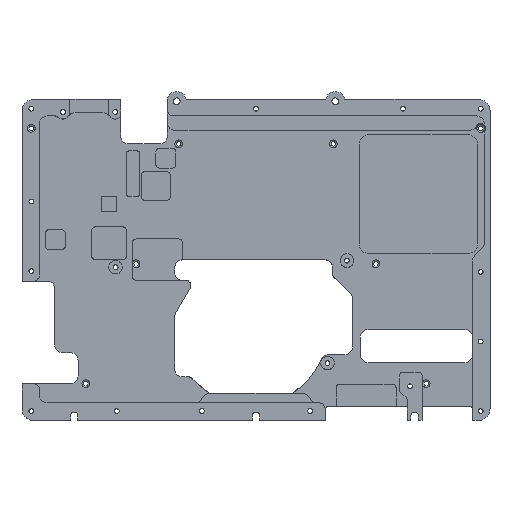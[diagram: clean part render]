
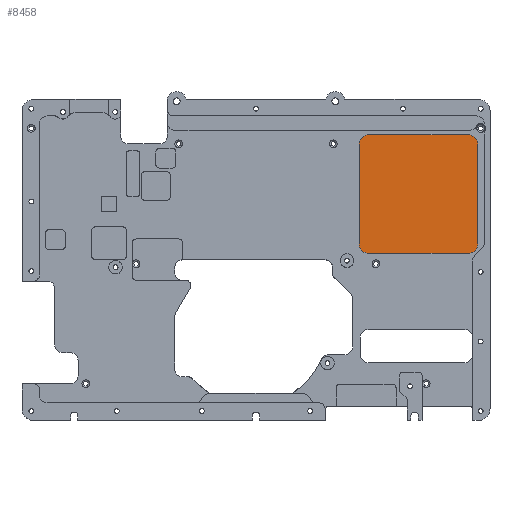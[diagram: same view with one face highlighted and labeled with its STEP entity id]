
A CAD part, top view. The second image highlights one B-rep face of the part: STEP entity #8458.
In plain terms, the highlighted planar face has unit normal (0, 0, 1).
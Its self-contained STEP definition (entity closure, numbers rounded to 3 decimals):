
#140 = CARTESIAN_POINT ( 'NONE',  ( 26.65, 73.85, 7.1 ) ) ;
#509 = CARTESIAN_POINT ( 'NONE',  ( 26.65, 73.85, 7.1 ) ) ;
#640 = CARTESIAN_POINT ( 'NONE',  ( 29.15, 73.85, 7.1 ) ) ;
#943 = DIRECTION ( 'NONE',  ( -1., 0., 0. ) ) ;
#964 = AXIS2_PLACEMENT_3D ( 'NONE', #640, #8018, #2274 ) ;
#1085 = EDGE_CURVE ( 'NONE', #8776, #3001, #15692, .T. ) ;
#1164 = EDGE_CURVE ( 'NONE', #6651, #12746, #10058, .T. ) ;
#1289 = CARTESIAN_POINT ( 'NONE',  ( 29.15, 48.15, 7.1 ) ) ;
#1394 = ORIENTED_EDGE ( 'NONE', *, *, #13906, .T. ) ;
#1409 = EDGE_CURVE ( 'NONE', #3001, #5833, #4358, .T. ) ;
#2274 = DIRECTION ( 'NONE',  ( -1., 0., 0. ) ) ;
#2426 = CARTESIAN_POINT ( 'NONE',  ( 54.85, 73.85, 7.1 ) ) ;
#3000 = DIRECTION ( 'NONE',  ( 1., 0., 0. ) ) ;
#3001 = VERTEX_POINT ( 'NONE', #15268 ) ;
#3340 = EDGE_CURVE ( 'NONE', #15902, #12668, #7246, .T. ) ;
#3375 = CARTESIAN_POINT ( 'NONE',  ( 54.85, 76.35, 7.1 ) ) ;
#3811 = CARTESIAN_POINT ( 'NONE',  ( 54.85, 45.65, 7.1 ) ) ;
#4029 = CARTESIAN_POINT ( 'NONE',  ( 26.65, 48.15, 7.1 ) ) ;
#4143 = EDGE_CURVE ( 'NONE', #5833, #15902, #13441, .T. ) ;
#4228 = DIRECTION ( 'NONE',  ( 1., 0., 0. ) ) ;
#4358 = CIRCLE ( 'NONE', #964, 2.5 ) ;
#4685 = CARTESIAN_POINT ( 'NONE',  ( 57.35, 48.15, 7.1 ) ) ;
#5010 = EDGE_CURVE ( 'NONE', #12746, #8776, #5224, .T. ) ;
#5056 = ORIENTED_EDGE ( 'NONE', *, *, #3340, .T. ) ;
#5224 = CIRCLE ( 'NONE', #16075, 2.5 ) ;
#5366 = VECTOR ( 'NONE', #6075, 1000. ) ;
#5833 = VERTEX_POINT ( 'NONE', #509 ) ;
#6075 = DIRECTION ( 'NONE',  ( 0., -1., 0. ) ) ;
#6651 = VERTEX_POINT ( 'NONE', #4685 ) ;
#7246 = CIRCLE ( 'NONE', #12515, 2.5 ) ;
#7373 = AXIS2_PLACEMENT_3D ( 'NONE', #18666, #17503, #4228 ) ;
#7503 = CARTESIAN_POINT ( 'NONE',  ( 57.35, 73.85, 7.1 ) ) ;
#7672 = CARTESIAN_POINT ( 'NONE',  ( 54.85, 45.65, 7.1 ) ) ;
#7974 = VECTOR ( 'NONE', #18629, 1000. ) ;
#8018 = DIRECTION ( 'NONE',  ( 0., 0., 1. ) ) ;
#8307 = CIRCLE ( 'NONE', #7373, 2.5 ) ;
#8377 = ORIENTED_EDGE ( 'NONE', *, *, #1085, .T. ) ;
#8456 = FACE_OUTER_BOUND ( 'NONE', #11547, .T. ) ;
#8458 = ADVANCED_FACE ( 'NONE', ( #8456 ), #17254, .T. ) ;
#8651 = DIRECTION ( 'NONE',  ( 1., 0., 0. ) ) ;
#8769 = DIRECTION ( 'NONE',  ( 1., 0., 0. ) ) ;
#8776 = VERTEX_POINT ( 'NONE', #3375 ) ;
#8975 = AXIS2_PLACEMENT_3D ( 'NONE', #2426, #12720, #8651 ) ;
#9206 = ORIENTED_EDGE ( 'NONE', *, *, #1164, .T. ) ;
#9321 = DIRECTION ( 'NONE',  ( 0., 0., 1. ) ) ;
#9566 = VECTOR ( 'NONE', #18961, 1000. ) ;
#10058 = LINE ( 'NONE', #15879, #9566 ) ;
#10722 = VECTOR ( 'NONE', #943, 1000. ) ;
#11106 = ORIENTED_EDGE ( 'NONE', *, *, #5010, .T. ) ;
#11547 = EDGE_LOOP ( 'NONE', ( #11106, #8377, #14925, #12830, #5056, #13025, #1394, #9206 ) ) ;
#11566 = DIRECTION ( 'NONE',  ( 0., 0., 1. ) ) ;
#12515 = AXIS2_PLACEMENT_3D ( 'NONE', #1289, #11566, #8769 ) ;
#12668 = VERTEX_POINT ( 'NONE', #18733 ) ;
#12720 = DIRECTION ( 'NONE',  ( 0., 0., 1. ) ) ;
#12746 = VERTEX_POINT ( 'NONE', #7503 ) ;
#12775 = CARTESIAN_POINT ( 'NONE',  ( 54.85, 76.35, 7.1 ) ) ;
#12830 = ORIENTED_EDGE ( 'NONE', *, *, #4143, .T. ) ;
#13025 = ORIENTED_EDGE ( 'NONE', *, *, #17397, .T. ) ;
#13388 = CARTESIAN_POINT ( 'NONE',  ( 54.85, 73.85, 7.1 ) ) ;
#13441 = LINE ( 'NONE', #140, #5366 ) ;
#13906 = EDGE_CURVE ( 'NONE', #18978, #6651, #8307, .T. ) ;
#14925 = ORIENTED_EDGE ( 'NONE', *, *, #1409, .T. ) ;
#15268 = CARTESIAN_POINT ( 'NONE',  ( 29.15, 76.35, 7.1 ) ) ;
#15650 = LINE ( 'NONE', #3811, #7974 ) ;
#15692 = LINE ( 'NONE', #12775, #10722 ) ;
#15879 = CARTESIAN_POINT ( 'NONE',  ( 57.35, 73.85, 7.1 ) ) ;
#15902 = VERTEX_POINT ( 'NONE', #4029 ) ;
#16075 = AXIS2_PLACEMENT_3D ( 'NONE', #13388, #9321, #3000 ) ;
#17254 = PLANE ( 'NONE',  #8975 ) ;
#17397 = EDGE_CURVE ( 'NONE', #12668, #18978, #15650, .T. ) ;
#17503 = DIRECTION ( 'NONE',  ( 0., 0., 1. ) ) ;
#18629 = DIRECTION ( 'NONE',  ( 1., 0., 0. ) ) ;
#18666 = CARTESIAN_POINT ( 'NONE',  ( 54.85, 48.15, 7.1 ) ) ;
#18733 = CARTESIAN_POINT ( 'NONE',  ( 29.15, 45.65, 7.1 ) ) ;
#18961 = DIRECTION ( 'NONE',  ( 0., 1., 0. ) ) ;
#18978 = VERTEX_POINT ( 'NONE', #7672 ) ;
